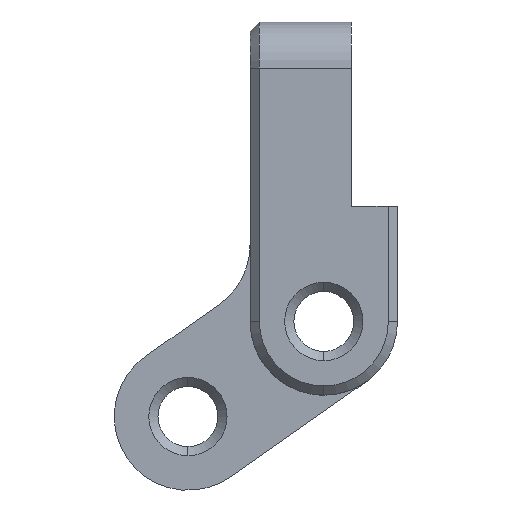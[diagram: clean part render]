
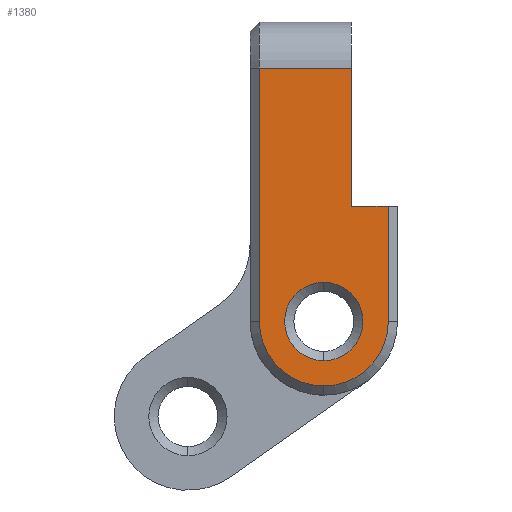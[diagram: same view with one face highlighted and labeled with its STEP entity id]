
A CAD part, left-side view. The second image highlights one B-rep face of the part: STEP entity #1380.
In plain terms, the highlighted planar face has unit normal (-1, 0, 0).
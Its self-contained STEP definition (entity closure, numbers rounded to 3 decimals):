
#7 = VERTEX_POINT ( 'NONE', #399 ) ;
#14 = EDGE_CURVE ( 'NONE', #1098, #288, #1060, .T. ) ;
#16 = VERTEX_POINT ( 'NONE', #1048 ) ;
#19 = EDGE_CURVE ( 'NONE', #1082, #1119, #1207, .T. ) ;
#44 = CARTESIAN_POINT ( 'NONE',  ( -7.25, 0., 0. ) ) ;
#50 = CARTESIAN_POINT ( 'NONE',  ( -7.25, 7., 0. ) ) ;
#63 = EDGE_LOOP ( 'NONE', ( #308, #1409, #310, #108, #1159, #790, #374 ) ) ;
#75 = DIRECTION ( 'NONE',  ( -1., 0., 0. ) ) ;
#88 = CARTESIAN_POINT ( 'NONE',  ( -7.25, 0., 4.25 ) ) ;
#108 = ORIENTED_EDGE ( 'NONE', *, *, #973, .F. ) ;
#123 = EDGE_CURVE ( 'NONE', #1098, #629, #1081, .T. ) ;
#125 = CARTESIAN_POINT ( 'NONE',  ( -7.25, 7., 27.5 ) ) ;
#130 = CARTESIAN_POINT ( 'NONE',  ( -7.25, 0., 0. ) ) ;
#147 = DIRECTION ( 'NONE',  ( 0., 0., 1. ) ) ;
#193 = DIRECTION ( 'NONE',  ( 0., 0., 1. ) ) ;
#195 = VECTOR ( 'NONE', #1273, 1000. ) ;
#201 = CARTESIAN_POINT ( 'NONE',  ( -7.25, -3., 32.5 ) ) ;
#221 = EDGE_CURVE ( 'NONE', #580, #268, #1096, .T. ) ;
#266 = LINE ( 'NONE', #50, #1256 ) ;
#268 = VERTEX_POINT ( 'NONE', #610 ) ;
#269 = AXIS2_PLACEMENT_3D ( 'NONE', #44, #504, #193 ) ;
#278 = EDGE_CURVE ( 'NONE', #1119, #7, #1423, .T. ) ;
#288 = VERTEX_POINT ( 'NONE', #125 ) ;
#299 = CARTESIAN_POINT ( 'NONE',  ( -7.25, 0., 0. ) ) ;
#308 = ORIENTED_EDGE ( 'NONE', *, *, #886, .T. ) ;
#310 = ORIENTED_EDGE ( 'NONE', *, *, #278, .T. ) ;
#352 = CARTESIAN_POINT ( 'NONE',  ( -7.25, -7., 0. ) ) ;
#374 = ORIENTED_EDGE ( 'NONE', *, *, #1100, .T. ) ;
#375 = DIRECTION ( 'NONE',  ( -1., 0., 0. ) ) ;
#385 = DIRECTION ( 'NONE',  ( 0., 0., -1. ) ) ;
#392 = VECTOR ( 'NONE', #747, 1000. ) ;
#399 = CARTESIAN_POINT ( 'NONE',  ( -7.25, -7., 12.5 ) ) ;
#466 = DIRECTION ( 'NONE',  ( -1., 0., 0. ) ) ;
#495 = CARTESIAN_POINT ( 'NONE',  ( -7.25, 0., -7. ) ) ;
#502 = AXIS2_PLACEMENT_3D ( 'NONE', #1330, #375, #147 ) ;
#504 = DIRECTION ( 'NONE',  ( 1., 0., 0. ) ) ;
#506 = DIRECTION ( 'NONE',  ( 1., 0., 0. ) ) ;
#520 = EDGE_LOOP ( 'NONE', ( #877, #1272 ) ) ;
#580 = VERTEX_POINT ( 'NONE', #88 ) ;
#610 = CARTESIAN_POINT ( 'NONE',  ( -7.25, 0., -4.25 ) ) ;
#616 = DIRECTION ( 'NONE',  ( 0., 0., 1. ) ) ;
#629 = VERTEX_POINT ( 'NONE', #1289 ) ;
#667 = FACE_BOUND ( 'NONE', #520, .T. ) ;
#675 = VECTOR ( 'NONE', #1265, 1000. ) ;
#693 = EDGE_CURVE ( 'NONE', #268, #580, #1024, .T. ) ;
#747 = DIRECTION ( 'NONE',  ( 0., 1., 0. ) ) ;
#790 = ORIENTED_EDGE ( 'NONE', *, *, #14, .T. ) ;
#807 = CARTESIAN_POINT ( 'NONE',  ( -7.25, -3., 27.5 ) ) ;
#827 = CARTESIAN_POINT ( 'NONE',  ( -7.25, -7., 12.5 ) ) ;
#877 = ORIENTED_EDGE ( 'NONE', *, *, #221, .T. ) ;
#886 = EDGE_CURVE ( 'NONE', #16, #1082, #1389, .T. ) ;
#956 = AXIS2_PLACEMENT_3D ( 'NONE', #1164, #506, #1068 ) ;
#959 = CARTESIAN_POINT ( 'NONE',  ( -7.25, 8., 27.5 ) ) ;
#973 = EDGE_CURVE ( 'NONE', #629, #7, #1027, .T. ) ;
#983 = VECTOR ( 'NONE', #1087, 1000. ) ;
#996 = FACE_OUTER_BOUND ( 'NONE', #63, .T. ) ;
#1014 = AXIS2_PLACEMENT_3D ( 'NONE', #299, #75, #616 ) ;
#1024 = CIRCLE ( 'NONE', #956, 4.25 ) ;
#1027 = LINE ( 'NONE', #1255, #675 ) ;
#1048 = CARTESIAN_POINT ( 'NONE',  ( -7.25, 7., 0. ) ) ;
#1060 = LINE ( 'NONE', #959, #392 ) ;
#1068 = DIRECTION ( 'NONE',  ( 0., 0., 1. ) ) ;
#1081 = LINE ( 'NONE', #201, #983 ) ;
#1082 = VERTEX_POINT ( 'NONE', #495 ) ;
#1087 = DIRECTION ( 'NONE',  ( 0., 0., -1. ) ) ;
#1096 = CIRCLE ( 'NONE', #269, 4.25 ) ;
#1098 = VERTEX_POINT ( 'NONE', #807 ) ;
#1100 = EDGE_CURVE ( 'NONE', #288, #16, #266, .T. ) ;
#1104 = PLANE ( 'NONE',  #1399 ) ;
#1119 = VERTEX_POINT ( 'NONE', #352 ) ;
#1159 = ORIENTED_EDGE ( 'NONE', *, *, #123, .F. ) ;
#1164 = CARTESIAN_POINT ( 'NONE',  ( -7.25, 0., 0. ) ) ;
#1207 = CIRCLE ( 'NONE', #1014, 7. ) ;
#1255 = CARTESIAN_POINT ( 'NONE',  ( -7.25, -3., 12.5 ) ) ;
#1256 = VECTOR ( 'NONE', #385, 1000. ) ;
#1265 = DIRECTION ( 'NONE',  ( 0., -1., 0. ) ) ;
#1272 = ORIENTED_EDGE ( 'NONE', *, *, #693, .T. ) ;
#1273 = DIRECTION ( 'NONE',  ( 0., 0., 1. ) ) ;
#1289 = CARTESIAN_POINT ( 'NONE',  ( -7.25, -3., 12.5 ) ) ;
#1330 = CARTESIAN_POINT ( 'NONE',  ( -7.25, 0., 0. ) ) ;
#1372 = DIRECTION ( 'NONE',  ( 0., 0., -1. ) ) ;
#1380 = ADVANCED_FACE ( 'NONE', ( #667, #996 ), #1104, .T. ) ;
#1389 = CIRCLE ( 'NONE', #502, 7. ) ;
#1399 = AXIS2_PLACEMENT_3D ( 'NONE', #130, #466, #1372 ) ;
#1409 = ORIENTED_EDGE ( 'NONE', *, *, #19, .T. ) ;
#1423 = LINE ( 'NONE', #827, #195 ) ;
